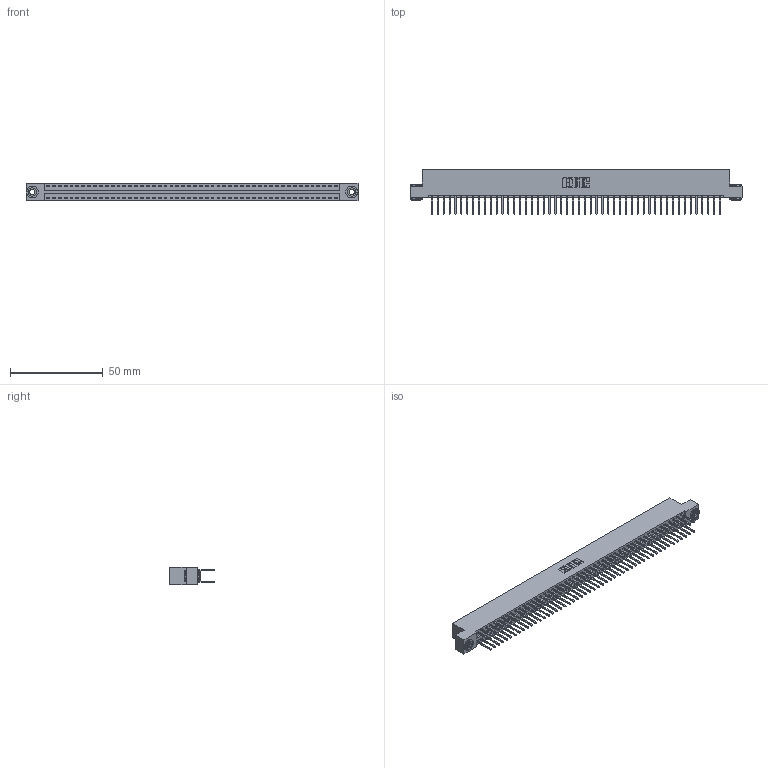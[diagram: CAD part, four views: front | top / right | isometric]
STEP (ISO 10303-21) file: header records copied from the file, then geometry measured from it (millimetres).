
FILE_DESCRIPTION (( 'STEP AP203' ), '1' );
FILE_NAME ('346-100-526-203.STEP', '2022-05-26T20:21:37', ( '' ), ( '' ), 'SwSTEP 2.0', 'SolidWorks 2020', '' );
FILE_SCHEMA (( 'CONFIG_CONTROL_DESIGN' ));
Length unit declared in the file: inch
Products named in the file (4): 345-250-002_345-250-002-102; 346-100-526-203; 346 Part_Flush Mounting Lugs - 0.156 Dia-TH; 345-292-001_345-293-126
Assembly tree (103 placements, depth 2):
  346-100-526-203
    346 Part_Flush Mounting Lugs - 0.156 Dia-TH
    345-292-001_345-293-126  x100
    345-250-002_345-250-002-102  x2
Bounding box: 179.32 x 24.13 x 9.4 mm (x, y, z)
Volume: 17713.8 mm3; surface area: 25457.2 mm2
Topology: 103 solids, 103 shells, 5374 faces, 15941 edges, 10490 vertices
Faces by surface type: plane 3600, cylinder 1766, cone 8
Entity records: 32638 total; most frequent: CARTESIAN_POINT 5349, ORIENTED_EDGE 5274, DIRECTION 4795, EDGE_CURVE 2637, VECTOR 2281, LINE 2281, VERTEX_POINT 1754, AXIS2_PLACEMENT_3D 1257
